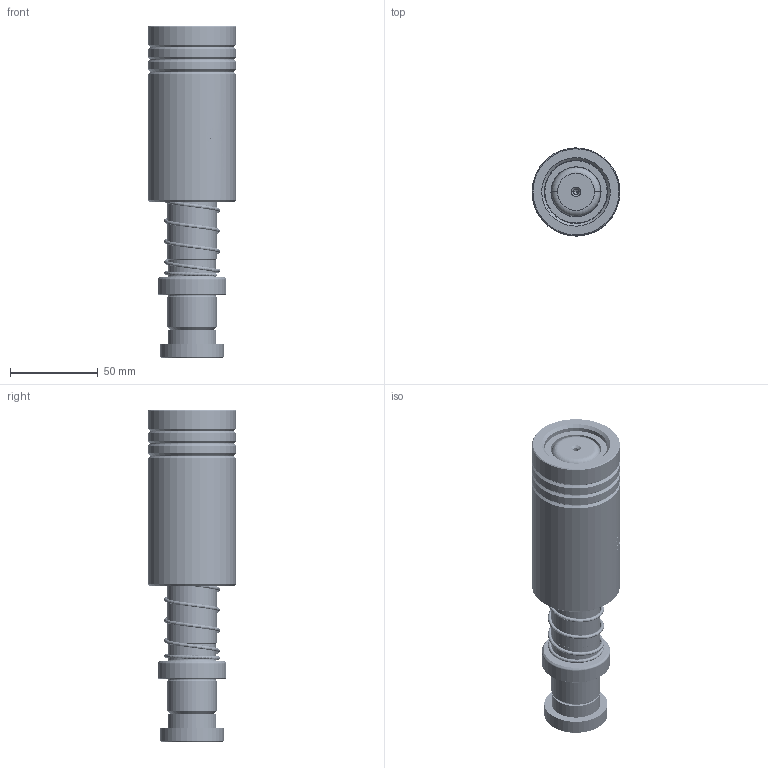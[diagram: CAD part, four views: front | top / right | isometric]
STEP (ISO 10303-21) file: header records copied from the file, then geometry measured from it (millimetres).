
FILE_DESCRIPTION (( 'STEP AP214' ), '1' );
FILE_NAME ('HBSH(HBJH)-D28-L150(BL-100).STEP', '2021-08-28T00:58:27', ( '' ), ( '' ), 'SwSTEP 2.0', 'SolidWorks 2016', '' );
FILE_SCHEMA (( 'AUTOMOTIVE_DESIGN' ));
Length unit declared in the file: millimetre
Products named in the file (267): BSH-35.5-28.5-L75; BALL-D4; DRP蹟簽D28; BSH-D35.5-28.5-L75郪蚾; HWP-D31.3-d28.5-L70; DRP-D28-L150; HBSH(HBJH)-D28-L150(BL-100); TBB-D50-d36-L100
Assembly tree (261 placements, depth 3):
  BALL-D4
  BALL-D4
  BALL-D4
  BALL-D4
  BALL-D4
Bounding box: 50 x 50 x 188.8 mm (x, y, z)
Volume: 235312.2 mm3; surface area: 94101.7 mm2
Topology: 257 solids, 257 shells, 1151 faces, 4929 edges, 3268 vertices
Faces by surface type: sphere 1008, cylinder 42, cone 40, torus 24, plane 23, bspline 14
Entity records: 53809 total; most frequent: CARTESIAN_POINT 32259, ORIENTED_EDGE 3792, DIRECTION 3264, EDGE_CURVE 1896, AXIS2_PLACEMENT_3D 1572, VERTEX_POINT 1240, EDGE_LOOP 1140, B_SPLINE_CURVE_WITH_KNOTS 1109
